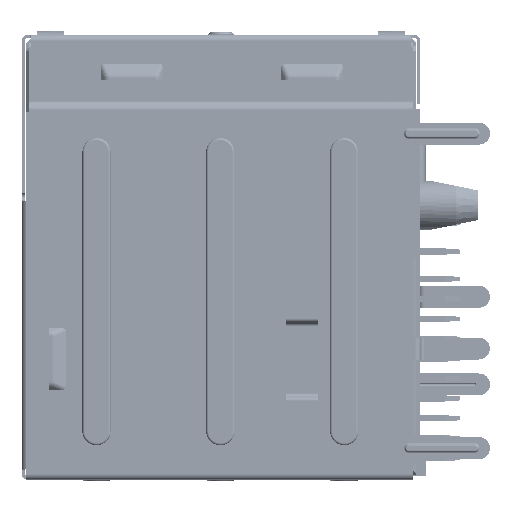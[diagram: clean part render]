
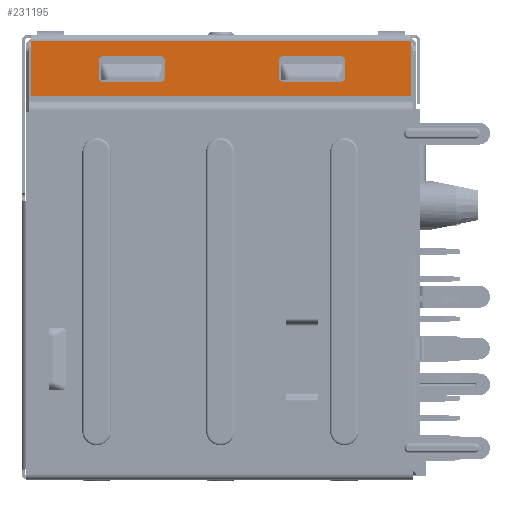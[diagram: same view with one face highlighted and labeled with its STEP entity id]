
A CAD part, left-side view. The second image highlights one B-rep face of the part: STEP entity #231195.
In plain terms, the highlighted planar face has unit normal (-1, 0, 0).
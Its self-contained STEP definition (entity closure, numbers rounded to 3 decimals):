
#223798=DIRECTION('',(0.,-1.,0.));
#223799=VECTOR('',#223798,24.191);
#223800=CARTESIAN_POINT('',(-8.585,12.081,-0.15));
#223801=LINE('',#223800,#223799);
#223802=DIRECTION('',(0.,0.,-1.));
#223803=VECTOR('',#223802,3.5);
#223804=CARTESIAN_POINT('',(-8.585,-12.111,-0.15));
#223805=LINE('',#223804,#223803);
#223806=DIRECTION('',(0.,1.,0.));
#223807=VECTOR('',#223806,24.191);
#223808=CARTESIAN_POINT('',(-8.585,-12.111,-3.65));
#223809=LINE('',#223808,#223807);
#223810=DIRECTION('',(0.,0.,1.));
#223811=VECTOR('',#223810,3.5);
#223812=CARTESIAN_POINT('',(-8.585,12.081,-3.65));
#223813=LINE('',#223812,#223811);
#223814=CARTESIAN_POINT('',(-8.585,-3.915,-1.35));
#223815=DIRECTION('',(-1.,0.,0.));
#223816=DIRECTION('',(0.,0.,1.));
#223817=AXIS2_PLACEMENT_3D('',#223814,#223815,#223816);
#223819=CARTESIAN_POINT('',(-8.585,-3.915,-2.55));
#223820=DIRECTION('',(-1.,0.,0.));
#223821=DIRECTION('',(0.,1.,0.));
#223822=AXIS2_PLACEMENT_3D('',#223819,#223820,#223821);
#223824=CARTESIAN_POINT('',(-8.585,-7.715,-2.55));
#223825=DIRECTION('',(-1.,0.,0.));
#223826=DIRECTION('',(0.,0.,-1.));
#223827=AXIS2_PLACEMENT_3D('',#223824,#223825,#223826);
#223829=CARTESIAN_POINT('',(-8.585,-7.715,-1.35));
#223830=DIRECTION('',(-1.,0.,0.));
#223831=DIRECTION('',(0.,-1.,0.));
#223832=AXIS2_PLACEMENT_3D('',#223829,#223830,#223831);
#223834=CARTESIAN_POINT('',(-8.585,7.585,-1.35));
#223835=DIRECTION('',(-1.,0.,0.));
#223836=DIRECTION('',(0.,0.,1.));
#223837=AXIS2_PLACEMENT_3D('',#223834,#223835,#223836);
#223839=CARTESIAN_POINT('',(-8.585,7.585,-2.55));
#223840=DIRECTION('',(-1.,0.,0.));
#223841=DIRECTION('',(0.,1.,0.));
#223842=AXIS2_PLACEMENT_3D('',#223839,#223840,#223841);
#223844=CARTESIAN_POINT('',(-8.585,3.785,-2.55));
#223845=DIRECTION('',(-1.,0.,0.));
#223846=DIRECTION('',(0.,0.,-1.));
#223847=AXIS2_PLACEMENT_3D('',#223844,#223845,#223846);
#223849=CARTESIAN_POINT('',(-8.585,3.785,-1.35));
#223850=DIRECTION('',(-1.,0.,0.));
#223851=DIRECTION('',(0.,-1.,0.));
#223852=AXIS2_PLACEMENT_3D('',#223849,#223850,#223851);
#223926=DIRECTION('',(0.,1.,0.));
#223927=VECTOR('',#223926,3.8);
#223928=CARTESIAN_POINT('',(-8.585,-7.715,-2.75));
#223929=LINE('',#223928,#223927);
#223942=DIRECTION('',(0.,0.,-1.));
#223943=VECTOR('',#223942,1.2);
#223944=CARTESIAN_POINT('',(-8.585,-7.915,-1.35));
#223945=LINE('',#223944,#223943);
#223950=DIRECTION('',(0.,-1.,0.));
#223951=VECTOR('',#223950,3.8);
#223952=CARTESIAN_POINT('',(-8.585,-3.915,-1.15));
#223953=LINE('',#223952,#223951);
#223974=DIRECTION('',(0.,0.,1.));
#223975=VECTOR('',#223974,1.2);
#223976=CARTESIAN_POINT('',(-8.585,-3.715,-2.55));
#223977=LINE('',#223976,#223975);
#223982=DIRECTION('',(0.,1.,0.));
#223983=VECTOR('',#223982,3.8);
#223984=CARTESIAN_POINT('',(-8.585,3.785,-2.75));
#223985=LINE('',#223984,#223983);
#224006=DIRECTION('',(0.,0.,1.));
#224007=VECTOR('',#224006,1.2);
#224008=CARTESIAN_POINT('',(-8.585,7.785,-2.55));
#224009=LINE('',#224008,#224007);
#224018=DIRECTION('',(0.,-1.,0.));
#224019=VECTOR('',#224018,3.8);
#224020=CARTESIAN_POINT('',(-8.585,7.585,-1.15));
#224021=LINE('',#224020,#224019);
#224030=DIRECTION('',(0.,0.,-1.));
#224031=VECTOR('',#224030,1.2);
#224032=CARTESIAN_POINT('',(-8.585,3.585,-1.35));
#224033=LINE('',#224032,#224031);
#225178=CARTESIAN_POINT('',(-8.585,12.081,-0.15));
#225179=VERTEX_POINT('',#225178);
#225180=CARTESIAN_POINT('',(-8.585,12.081,-3.65));
#225181=VERTEX_POINT('',#225180);
#225186=CARTESIAN_POINT('',(-8.585,-12.111,-0.15));
#225187=VERTEX_POINT('',#225186);
#225196=CARTESIAN_POINT('',(-8.585,-12.111,-3.65));
#225197=VERTEX_POINT('',#225196);
#225345=CARTESIAN_POINT('',(-8.585,-3.915,-1.15));
#225346=CARTESIAN_POINT('',(-8.585,-7.715,-1.15));
#225347=VERTEX_POINT('',#225345);
#225348=VERTEX_POINT('',#225346);
#225349=CARTESIAN_POINT('',(-8.585,-3.715,-1.35));
#225350=VERTEX_POINT('',#225349);
#225351=CARTESIAN_POINT('',(-8.585,-3.715,-2.55));
#225352=VERTEX_POINT('',#225351);
#225353=CARTESIAN_POINT('',(-8.585,-3.915,-2.75));
#225354=VERTEX_POINT('',#225353);
#225355=CARTESIAN_POINT('',(-8.585,-7.715,-2.75));
#225356=VERTEX_POINT('',#225355);
#225357=CARTESIAN_POINT('',(-8.585,-7.915,-2.55));
#225358=VERTEX_POINT('',#225357);
#225359=CARTESIAN_POINT('',(-8.585,-7.915,-1.35));
#225360=VERTEX_POINT('',#225359);
#225361=CARTESIAN_POINT('',(-8.585,7.585,-1.15));
#225362=CARTESIAN_POINT('',(-8.585,3.785,-1.15));
#225363=VERTEX_POINT('',#225361);
#225364=VERTEX_POINT('',#225362);
#225365=CARTESIAN_POINT('',(-8.585,7.785,-1.35));
#225366=VERTEX_POINT('',#225365);
#225367=CARTESIAN_POINT('',(-8.585,7.785,-2.55));
#225368=VERTEX_POINT('',#225367);
#225369=CARTESIAN_POINT('',(-8.585,7.585,-2.75));
#225370=VERTEX_POINT('',#225369);
#225371=CARTESIAN_POINT('',(-8.585,3.785,-2.75));
#225372=VERTEX_POINT('',#225371);
#225373=CARTESIAN_POINT('',(-8.585,3.585,-2.55));
#225374=VERTEX_POINT('',#225373);
#225375=CARTESIAN_POINT('',(-8.585,3.585,-1.35));
#225376=VERTEX_POINT('',#225375);
#231147=CARTESIAN_POINT('',(-8.585,-0.015,-1.9));
#231148=DIRECTION('',(1.,0.,0.));
#231149=DIRECTION('',(0.,0.,1.));
#231150=AXIS2_PLACEMENT_3D('',#231147,#231148,#231149);
#231151=PLANE('',#231150);
#231152=ORIENTED_EDGE('',*,*,#231141,.T.);
#231153=ORIENTED_EDGE('',*,*,#227101,.T.);
#231155=ORIENTED_EDGE('',*,*,#231154,.T.);
#231156=ORIENTED_EDGE('',*,*,#227133,.T.);
#231157=EDGE_LOOP('',(#231152,#231153,#231155,#231156));
#231158=FACE_OUTER_BOUND('',#231157,.F.);
#231160=ORIENTED_EDGE('',*,*,#231159,.F.);
#231162=ORIENTED_EDGE('',*,*,#231161,.T.);
#231164=ORIENTED_EDGE('',*,*,#231163,.F.);
#231166=ORIENTED_EDGE('',*,*,#231165,.T.);
#231168=ORIENTED_EDGE('',*,*,#231167,.F.);
#231170=ORIENTED_EDGE('',*,*,#231169,.T.);
#231172=ORIENTED_EDGE('',*,*,#231171,.F.);
#231174=ORIENTED_EDGE('',*,*,#231173,.T.);
#231175=EDGE_LOOP('',(#231160,#231162,#231164,#231166,#231168,#231170,#231172,
#231174));
#231176=FACE_BOUND('',#231175,.F.);
#231178=ORIENTED_EDGE('',*,*,#231177,.F.);
#231180=ORIENTED_EDGE('',*,*,#231179,.T.);
#231182=ORIENTED_EDGE('',*,*,#231181,.F.);
#231184=ORIENTED_EDGE('',*,*,#231183,.T.);
#231186=ORIENTED_EDGE('',*,*,#231185,.F.);
#231188=ORIENTED_EDGE('',*,*,#231187,.T.);
#231190=ORIENTED_EDGE('',*,*,#231189,.F.);
#231192=ORIENTED_EDGE('',*,*,#231191,.T.);
#231193=EDGE_LOOP('',(#231178,#231180,#231182,#231184,#231186,#231188,#231190,
#231192));
#231194=FACE_BOUND('',#231193,.F.);
#231195=ADVANCED_FACE('',(#231158,#231176,#231194),#231151,.F.);
#223818=CIRCLE('',#223817,0.2);
#223823=CIRCLE('',#223822,0.2);
#223828=CIRCLE('',#223827,0.2);
#223833=CIRCLE('',#223832,0.2);
#223838=CIRCLE('',#223837,0.2);
#223843=CIRCLE('',#223842,0.2);
#223848=CIRCLE('',#223847,0.2);
#223853=CIRCLE('',#223852,0.2);
#227101=EDGE_CURVE('',#225187,#225197,#223805,.T.);
#227133=EDGE_CURVE('',#225181,#225179,#223813,.T.);
#231141=EDGE_CURVE('',#225179,#225187,#223801,.T.);
#231154=EDGE_CURVE('',#225197,#225181,#223809,.T.);
#231159=EDGE_CURVE('',#225347,#225348,#223953,.T.);
#231161=EDGE_CURVE('',#225347,#225350,#223818,.T.);
#231163=EDGE_CURVE('',#225352,#225350,#223977,.T.);
#231165=EDGE_CURVE('',#225352,#225354,#223823,.T.);
#231167=EDGE_CURVE('',#225356,#225354,#223929,.T.);
#231169=EDGE_CURVE('',#225356,#225358,#223828,.T.);
#231171=EDGE_CURVE('',#225360,#225358,#223945,.T.);
#231173=EDGE_CURVE('',#225360,#225348,#223833,.T.);
#231177=EDGE_CURVE('',#225363,#225364,#224021,.T.);
#231179=EDGE_CURVE('',#225363,#225366,#223838,.T.);
#231181=EDGE_CURVE('',#225368,#225366,#224009,.T.);
#231183=EDGE_CURVE('',#225368,#225370,#223843,.T.);
#231185=EDGE_CURVE('',#225372,#225370,#223985,.T.);
#231187=EDGE_CURVE('',#225372,#225374,#223848,.T.);
#231189=EDGE_CURVE('',#225376,#225374,#224033,.T.);
#231191=EDGE_CURVE('',#225376,#225364,#223853,.T.);
